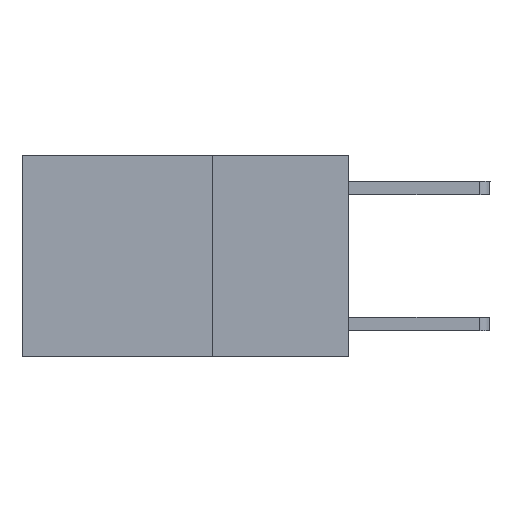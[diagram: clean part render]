
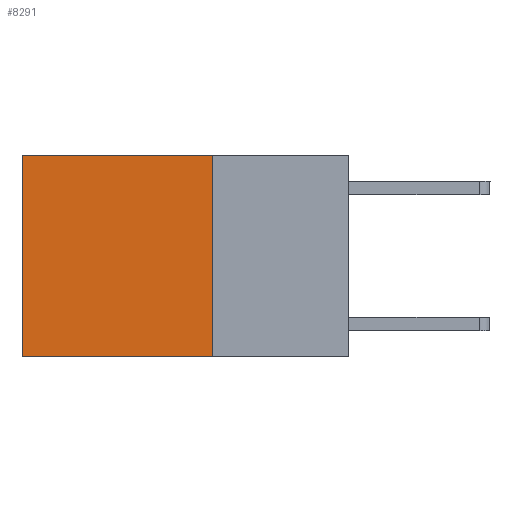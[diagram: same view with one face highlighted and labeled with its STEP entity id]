
A CAD part, left-side view. The second image highlights one B-rep face of the part: STEP entity #8291.
In plain terms, the highlighted planar face has unit normal (-1, 0, 0).
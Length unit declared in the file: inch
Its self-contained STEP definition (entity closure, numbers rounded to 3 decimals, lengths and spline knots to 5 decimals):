
#91 = CARTESIAN_POINT ( 'NONE',  ( 0.2625, 0.25, 0. ) ) ;
#328 = VECTOR ( 'NONE', #5542, 39.37008 ) ;
#337 = EDGE_LOOP ( 'NONE', ( #7195, #2476, #8332, #771 ) ) ;
#574 = DIRECTION ( 'NONE',  ( 0., 0., -1. ) ) ;
#771 = ORIENTED_EDGE ( 'NONE', *, *, #9618, .T. ) ;
#1113 = LINE ( 'NONE', #9640, #5673 ) ;
#1414 = CARTESIAN_POINT ( 'NONE',  ( 0.2625, 0.25, -0.37 ) ) ;
#1421 = DIRECTION ( 'NONE',  ( 1., 0., 0. ) ) ;
#1944 = DIRECTION ( 'NONE',  ( 0., 0., -1. ) ) ;
#2212 = VERTEX_POINT ( 'NONE', #3548 ) ;
#2214 = EDGE_CURVE ( 'NONE', #8522, #10242, #1113, .T. ) ;
#2347 = LINE ( 'NONE', #1414, #328 ) ;
#2429 = CARTESIAN_POINT ( 'NONE',  ( 0.2625, 0.25, 0. ) ) ;
#2476 = ORIENTED_EDGE ( 'NONE', *, *, #9997, .F. ) ;
#3475 = DIRECTION ( 'NONE',  ( 0., 0., -1. ) ) ;
#3548 = CARTESIAN_POINT ( 'NONE',  ( 0.2625, 0.25, -0.37 ) ) ;
#3797 = VECTOR ( 'NONE', #3475, 39.37008 ) ;
#4163 = VERTEX_POINT ( 'NONE', #8516 ) ;
#4180 = EDGE_CURVE ( 'NONE', #4163, #2212, #7678, .T. ) ;
#5315 = CARTESIAN_POINT ( 'NONE',  ( 0.2625, 0.6, -0.37 ) ) ;
#5542 = DIRECTION ( 'NONE',  ( 0., 1., 0. ) ) ;
#5615 = FACE_OUTER_BOUND ( 'NONE', #337, .T. ) ;
#5673 = VECTOR ( 'NONE', #1944, 39.37008 ) ;
#7195 = ORIENTED_EDGE ( 'NONE', *, *, #2214, .T. ) ;
#7678 = LINE ( 'NONE', #91, #3797 ) ;
#7927 = CARTESIAN_POINT ( 'NONE',  ( 0.2625, 0.6, 0. ) ) ;
#8166 = CARTESIAN_POINT ( 'NONE',  ( 0.2625, 0.25, 0. ) ) ;
#8291 = ADVANCED_FACE ( 'NONE', ( #5615 ), #9012, .F. ) ;
#8332 = ORIENTED_EDGE ( 'NONE', *, *, #4180, .F. ) ;
#8400 = DIRECTION ( 'NONE',  ( 0., 1., 0. ) ) ;
#8516 = CARTESIAN_POINT ( 'NONE',  ( 0.2625, 0.25, 0. ) ) ;
#8522 = VERTEX_POINT ( 'NONE', #7927 ) ;
#9012 = PLANE ( 'NONE',  #10220 ) ;
#9541 = VECTOR ( 'NONE', #8400, 39.37008 ) ;
#9618 = EDGE_CURVE ( 'NONE', #4163, #8522, #10780, .T. ) ;
#9640 = CARTESIAN_POINT ( 'NONE',  ( 0.2625, 0.6, 0. ) ) ;
#9997 = EDGE_CURVE ( 'NONE', #2212, #10242, #2347, .T. ) ;
#10220 = AXIS2_PLACEMENT_3D ( 'NONE', #8166, #1421, #574 ) ;
#10242 = VERTEX_POINT ( 'NONE', #5315 ) ;
#10780 = LINE ( 'NONE', #2429, #9541 ) ;
